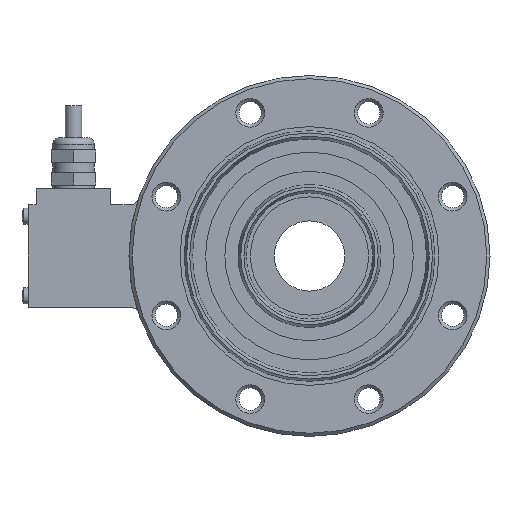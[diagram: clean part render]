
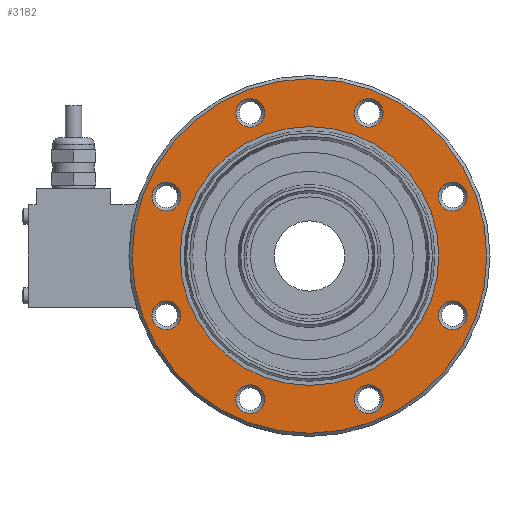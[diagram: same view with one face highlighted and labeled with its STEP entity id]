
A CAD part, front view. The second image highlights one B-rep face of the part: STEP entity #3182.
In plain terms, the highlighted planar face has unit normal (0, -1, 0).
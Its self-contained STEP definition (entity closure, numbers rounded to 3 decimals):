
#17=PLANE('',#3533);
#133=FACE_BOUND('',#525,.T.);
#134=FACE_BOUND('',#526,.T.);
#135=FACE_BOUND('',#527,.T.);
#136=FACE_BOUND('',#528,.T.);
#137=FACE_BOUND('',#529,.T.);
#138=FACE_BOUND('',#530,.T.);
#139=FACE_BOUND('',#531,.T.);
#140=FACE_BOUND('',#532,.T.);
#141=FACE_BOUND('',#533,.T.);
#337=FACE_OUTER_BOUND('',#524,.T.);
#524=EDGE_LOOP('',(#2547,#2548));
#525=EDGE_LOOP('',(#2549,#2550));
#526=EDGE_LOOP('',(#2551,#2552));
#527=EDGE_LOOP('',(#2553,#2554));
#528=EDGE_LOOP('',(#2555,#2556));
#529=EDGE_LOOP('',(#2557,#2558));
#530=EDGE_LOOP('',(#2559,#2560));
#531=EDGE_LOOP('',(#2561,#2562));
#532=EDGE_LOOP('',(#2563,#2564));
#533=EDGE_LOOP('',(#2565,#2566));
#1133=CIRCLE('',#3317,55.5);
#1134=CIRCLE('',#3318,55.5);
#1169=CIRCLE('',#3362,4.5);
#1170=CIRCLE('',#3363,4.5);
#1173=CIRCLE('',#3367,4.5);
#1174=CIRCLE('',#3368,4.5);
#1177=CIRCLE('',#3372,4.5);
#1178=CIRCLE('',#3373,4.5);
#1181=CIRCLE('',#3377,4.5);
#1182=CIRCLE('',#3378,4.5);
#1185=CIRCLE('',#3382,4.5);
#1186=CIRCLE('',#3383,4.5);
#1189=CIRCLE('',#3387,4.5);
#1190=CIRCLE('',#3388,4.5);
#1193=CIRCLE('',#3392,4.5);
#1194=CIRCLE('',#3393,4.5);
#1197=CIRCLE('',#3397,4.5);
#1198=CIRCLE('',#3398,4.5);
#1260=CIRCLE('',#3478,40.5);
#1261=CIRCLE('',#3479,40.5);
#1318=VERTEX_POINT('',#4614);
#1319=VERTEX_POINT('',#4616);
#1354=VERTEX_POINT('',#4704);
#1355=VERTEX_POINT('',#4706);
#1358=VERTEX_POINT('',#4714);
#1359=VERTEX_POINT('',#4716);
#1362=VERTEX_POINT('',#4724);
#1363=VERTEX_POINT('',#4726);
#1366=VERTEX_POINT('',#4734);
#1367=VERTEX_POINT('',#4736);
#1370=VERTEX_POINT('',#4744);
#1371=VERTEX_POINT('',#4746);
#1374=VERTEX_POINT('',#4754);
#1375=VERTEX_POINT('',#4756);
#1378=VERTEX_POINT('',#4764);
#1379=VERTEX_POINT('',#4766);
#1382=VERTEX_POINT('',#4774);
#1383=VERTEX_POINT('',#4776);
#1448=VERTEX_POINT('',#5078);
#1449=VERTEX_POINT('',#5080);
#1662=EDGE_CURVE('',#1319,#1318,#1133,.T.);
#1663=EDGE_CURVE('',#1318,#1319,#1134,.T.);
#1707=EDGE_CURVE('',#1355,#1354,#1169,.T.);
#1708=EDGE_CURVE('',#1354,#1355,#1170,.T.);
#1712=EDGE_CURVE('',#1359,#1358,#1173,.T.);
#1713=EDGE_CURVE('',#1358,#1359,#1174,.T.);
#1717=EDGE_CURVE('',#1363,#1362,#1177,.T.);
#1718=EDGE_CURVE('',#1362,#1363,#1178,.T.);
#1722=EDGE_CURVE('',#1367,#1366,#1181,.T.);
#1723=EDGE_CURVE('',#1366,#1367,#1182,.T.);
#1727=EDGE_CURVE('',#1371,#1370,#1185,.T.);
#1728=EDGE_CURVE('',#1370,#1371,#1186,.T.);
#1732=EDGE_CURVE('',#1375,#1374,#1189,.T.);
#1733=EDGE_CURVE('',#1374,#1375,#1190,.T.);
#1737=EDGE_CURVE('',#1379,#1378,#1193,.T.);
#1738=EDGE_CURVE('',#1378,#1379,#1194,.T.);
#1742=EDGE_CURVE('',#1383,#1382,#1197,.T.);
#1743=EDGE_CURVE('',#1382,#1383,#1198,.T.);
#1826=EDGE_CURVE('',#1449,#1448,#1260,.T.);
#1827=EDGE_CURVE('',#1448,#1449,#1261,.T.);
#2547=ORIENTED_EDGE('',*,*,#1662,.T.);
#2548=ORIENTED_EDGE('',*,*,#1663,.T.);
#2549=ORIENTED_EDGE('',*,*,#1826,.T.);
#2550=ORIENTED_EDGE('',*,*,#1827,.T.);
#2551=ORIENTED_EDGE('',*,*,#1742,.T.);
#2552=ORIENTED_EDGE('',*,*,#1743,.T.);
#2553=ORIENTED_EDGE('',*,*,#1737,.T.);
#2554=ORIENTED_EDGE('',*,*,#1738,.T.);
#2555=ORIENTED_EDGE('',*,*,#1732,.T.);
#2556=ORIENTED_EDGE('',*,*,#1733,.T.);
#2557=ORIENTED_EDGE('',*,*,#1727,.T.);
#2558=ORIENTED_EDGE('',*,*,#1728,.T.);
#2559=ORIENTED_EDGE('',*,*,#1722,.T.);
#2560=ORIENTED_EDGE('',*,*,#1723,.T.);
#2561=ORIENTED_EDGE('',*,*,#1717,.T.);
#2562=ORIENTED_EDGE('',*,*,#1718,.T.);
#2563=ORIENTED_EDGE('',*,*,#1712,.T.);
#2564=ORIENTED_EDGE('',*,*,#1713,.T.);
#2565=ORIENTED_EDGE('',*,*,#1707,.T.);
#2566=ORIENTED_EDGE('',*,*,#1708,.T.);
#3182=ADVANCED_FACE('',(#337,#133,#134,#135,#136,#137,#138,#139,#140,#141),
#17,.F.);
#3317=AXIS2_PLACEMENT_3D('',#4617,#3682,#3683);
#3318=AXIS2_PLACEMENT_3D('',#4618,#3684,#3685);
#3362=AXIS2_PLACEMENT_3D('',#4707,#3781,#3782);
#3363=AXIS2_PLACEMENT_3D('',#4708,#3783,#3784);
#3367=AXIS2_PLACEMENT_3D('',#4717,#3792,#3793);
#3368=AXIS2_PLACEMENT_3D('',#4718,#3794,#3795);
#3372=AXIS2_PLACEMENT_3D('',#4727,#3803,#3804);
#3373=AXIS2_PLACEMENT_3D('',#4728,#3805,#3806);
#3377=AXIS2_PLACEMENT_3D('',#4737,#3814,#3815);
#3378=AXIS2_PLACEMENT_3D('',#4738,#3816,#3817);
#3382=AXIS2_PLACEMENT_3D('',#4747,#3825,#3826);
#3383=AXIS2_PLACEMENT_3D('',#4748,#3827,#3828);
#3387=AXIS2_PLACEMENT_3D('',#4757,#3836,#3837);
#3388=AXIS2_PLACEMENT_3D('',#4758,#3838,#3839);
#3392=AXIS2_PLACEMENT_3D('',#4767,#3847,#3848);
#3393=AXIS2_PLACEMENT_3D('',#4768,#3849,#3850);
#3397=AXIS2_PLACEMENT_3D('',#4777,#3858,#3859);
#3398=AXIS2_PLACEMENT_3D('',#4778,#3860,#3861);
#3478=AXIS2_PLACEMENT_3D('',#5081,#4037,#4038);
#3479=AXIS2_PLACEMENT_3D('',#5082,#4039,#4040);
#3533=AXIS2_PLACEMENT_3D('',#6536,#4170,#4171);
#3682=DIRECTION('center_axis',(0.,-1.,0.));
#3683=DIRECTION('ref_axis',(0.,0.,1.));
#3684=DIRECTION('center_axis',(0.,-1.,0.));
#3685=DIRECTION('ref_axis',(0.,0.,1.));
#3781=DIRECTION('center_axis',(0.,1.,0.));
#3782=DIRECTION('ref_axis',(0.,0.,1.));
#3783=DIRECTION('center_axis',(0.,1.,0.));
#3784=DIRECTION('ref_axis',(0.,0.,1.));
#3792=DIRECTION('center_axis',(0.,1.,0.));
#3793=DIRECTION('ref_axis',(0.,0.,1.));
#3794=DIRECTION('center_axis',(0.,1.,0.));
#3795=DIRECTION('ref_axis',(0.,0.,1.));
#3803=DIRECTION('center_axis',(0.,1.,0.));
#3804=DIRECTION('ref_axis',(0.,0.,1.));
#3805=DIRECTION('center_axis',(0.,1.,0.));
#3806=DIRECTION('ref_axis',(0.,0.,1.));
#3814=DIRECTION('center_axis',(0.,1.,0.));
#3815=DIRECTION('ref_axis',(0.,0.,1.));
#3816=DIRECTION('center_axis',(0.,1.,0.));
#3817=DIRECTION('ref_axis',(0.,0.,1.));
#3825=DIRECTION('center_axis',(0.,1.,0.));
#3826=DIRECTION('ref_axis',(0.,0.,1.));
#3827=DIRECTION('center_axis',(0.,1.,0.));
#3828=DIRECTION('ref_axis',(0.,0.,1.));
#3836=DIRECTION('center_axis',(0.,1.,0.));
#3837=DIRECTION('ref_axis',(0.,0.,1.));
#3838=DIRECTION('center_axis',(0.,1.,0.));
#3839=DIRECTION('ref_axis',(0.,0.,1.));
#3847=DIRECTION('center_axis',(0.,1.,0.));
#3848=DIRECTION('ref_axis',(0.,0.,1.));
#3849=DIRECTION('center_axis',(0.,1.,0.));
#3850=DIRECTION('ref_axis',(0.,0.,1.));
#3858=DIRECTION('center_axis',(0.,1.,0.));
#3859=DIRECTION('ref_axis',(0.,0.,1.));
#3860=DIRECTION('center_axis',(0.,1.,0.));
#3861=DIRECTION('ref_axis',(0.,0.,1.));
#4037=DIRECTION('center_axis',(0.,1.,0.));
#4038=DIRECTION('ref_axis',(0.,0.,1.));
#4039=DIRECTION('center_axis',(0.,1.,0.));
#4040=DIRECTION('ref_axis',(0.,0.,1.));
#4170=DIRECTION('center_axis',(0.,1.,0.));
#4171=DIRECTION('ref_axis',(0.,0.,1.));
#4614=CARTESIAN_POINT('',(0.,-17.5,-55.5));
#4616=CARTESIAN_POINT('',(0.,-17.5,55.5));
#4617=CARTESIAN_POINT('Origin',(0.,-17.5,0.));
#4618=CARTESIAN_POINT('Origin',(0.,-17.5,0.));
#4704=CARTESIAN_POINT('',(18.56,-17.5,49.308));
#4706=CARTESIAN_POINT('',(18.56,-17.5,40.308));
#4707=CARTESIAN_POINT('Origin',(18.56,-17.5,44.808));
#4708=CARTESIAN_POINT('Origin',(18.56,-17.5,44.808));
#4714=CARTESIAN_POINT('',(44.808,-17.5,23.06));
#4716=CARTESIAN_POINT('',(44.808,-17.5,14.06));
#4717=CARTESIAN_POINT('Origin',(44.808,-17.5,18.56));
#4718=CARTESIAN_POINT('Origin',(44.808,-17.5,18.56));
#4724=CARTESIAN_POINT('',(-18.56,-17.5,49.308));
#4726=CARTESIAN_POINT('',(-18.56,-17.5,40.308));
#4727=CARTESIAN_POINT('Origin',(-18.56,-17.5,44.808));
#4728=CARTESIAN_POINT('Origin',(-18.56,-17.5,44.808));
#4734=CARTESIAN_POINT('',(-44.808,-17.5,23.06));
#4736=CARTESIAN_POINT('',(-44.808,-17.5,14.06));
#4737=CARTESIAN_POINT('Origin',(-44.808,-17.5,18.56));
#4738=CARTESIAN_POINT('Origin',(-44.808,-17.5,18.56));
#4744=CARTESIAN_POINT('',(-44.808,-17.5,-14.06));
#4746=CARTESIAN_POINT('',(-44.808,-17.5,-23.06));
#4747=CARTESIAN_POINT('Origin',(-44.808,-17.5,-18.56));
#4748=CARTESIAN_POINT('Origin',(-44.808,-17.5,-18.56));
#4754=CARTESIAN_POINT('',(-18.56,-17.5,-40.308));
#4756=CARTESIAN_POINT('',(-18.56,-17.5,-49.308));
#4757=CARTESIAN_POINT('Origin',(-18.56,-17.5,-44.808));
#4758=CARTESIAN_POINT('Origin',(-18.56,-17.5,-44.808));
#4764=CARTESIAN_POINT('',(18.56,-17.5,-40.308));
#4766=CARTESIAN_POINT('',(18.56,-17.5,-49.308));
#4767=CARTESIAN_POINT('Origin',(18.56,-17.5,-44.808));
#4768=CARTESIAN_POINT('Origin',(18.56,-17.5,-44.808));
#4774=CARTESIAN_POINT('',(44.808,-17.5,-14.06));
#4776=CARTESIAN_POINT('',(44.808,-17.5,-23.06));
#4777=CARTESIAN_POINT('Origin',(44.808,-17.5,-18.56));
#4778=CARTESIAN_POINT('Origin',(44.808,-17.5,-18.56));
#5078=CARTESIAN_POINT('',(0.,-17.5,40.5));
#5080=CARTESIAN_POINT('',(0.,-17.5,-40.5));
#5081=CARTESIAN_POINT('Origin',(0.,-17.5,0.));
#5082=CARTESIAN_POINT('Origin',(0.,-17.5,0.));
#6536=CARTESIAN_POINT('Origin',(0.,-17.5,0.));
